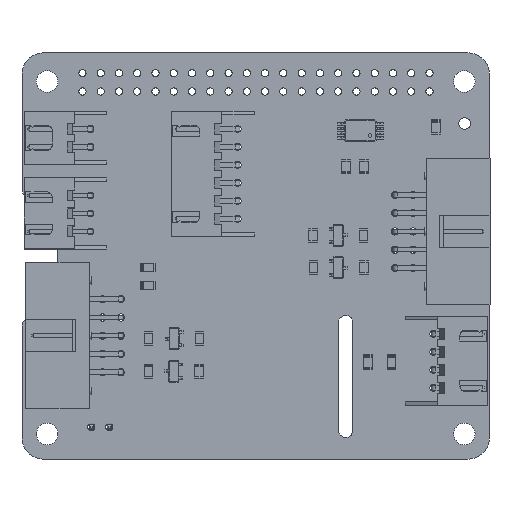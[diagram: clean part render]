
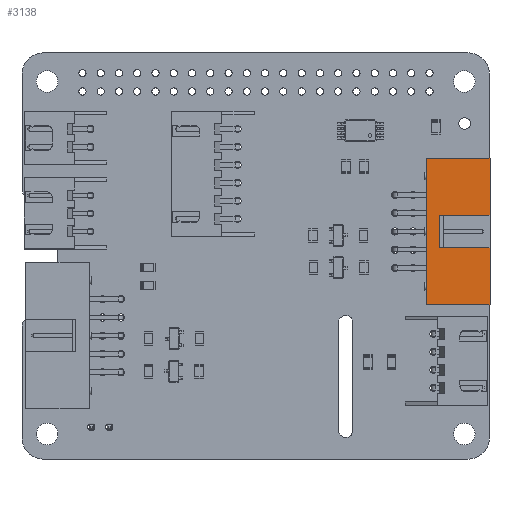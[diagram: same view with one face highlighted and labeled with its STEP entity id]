
A CAD part, top view. The second image highlights one B-rep face of the part: STEP entity #3138.
In plain terms, the highlighted planar face has unit normal (0, 0, 1).
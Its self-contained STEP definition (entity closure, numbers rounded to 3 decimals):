
#3138 = ADVANCED_FACE('',(#3139),#3205,.T.);
#3139 = FACE_BOUND('',#3140,.T.);
#3140 = EDGE_LOOP('',(#3141,#3151,#3159,#3167,#3175,#3183,#3191,#3199));
#3141 = ORIENTED_EDGE('',*,*,#3142,.F.);
#3142 = EDGE_CURVE('',#3143,#3145,#3147,.T.);
#3143 = VERTEX_POINT('',#3144);
#3144 = CARTESIAN_POINT('',(4.38,5.1,9.095));
#3145 = VERTEX_POINT('',#3146);
#3146 = CARTESIAN_POINT('',(13.23,5.1,9.095));
#3147 = LINE('',#3148,#3149);
#3148 = CARTESIAN_POINT('',(4.38,5.1,9.095));
#3149 = VECTOR('',#3150,1.);
#3150 = DIRECTION('',(1.,0.,0.));
#3151 = ORIENTED_EDGE('',*,*,#3152,.T.);
#3152 = EDGE_CURVE('',#3143,#3153,#3155,.T.);
#3153 = VERTEX_POINT('',#3154);
#3154 = CARTESIAN_POINT('',(4.38,-15.26,9.095));
#3155 = LINE('',#3156,#3157);
#3156 = CARTESIAN_POINT('',(4.38,5.1,9.095));
#3157 = VECTOR('',#3158,1.);
#3158 = DIRECTION('',(0.,-1.,0.));
#3159 = ORIENTED_EDGE('',*,*,#3160,.T.);
#3160 = EDGE_CURVE('',#3153,#3161,#3163,.T.);
#3161 = VERTEX_POINT('',#3162);
#3162 = CARTESIAN_POINT('',(13.23,-15.26,9.095));
#3163 = LINE('',#3164,#3165);
#3164 = CARTESIAN_POINT('',(6.73,-15.26,9.095));
#3165 = VECTOR('',#3166,1.);
#3166 = DIRECTION('',(1.,0.,0.));
#3167 = ORIENTED_EDGE('',*,*,#3168,.F.);
#3168 = EDGE_CURVE('',#3169,#3161,#3171,.T.);
#3169 = VERTEX_POINT('',#3170);
#3170 = CARTESIAN_POINT('',(13.23,-7.33,9.095));
#3171 = LINE('',#3172,#3173);
#3172 = CARTESIAN_POINT('',(13.23,5.1,9.095));
#3173 = VECTOR('',#3174,1.);
#3174 = DIRECTION('',(0.,-1.,0.));
#3175 = ORIENTED_EDGE('',*,*,#3176,.T.);
#3176 = EDGE_CURVE('',#3169,#3177,#3179,.T.);
#3177 = VERTEX_POINT('',#3178);
#3178 = CARTESIAN_POINT('',(6.23,-7.33,9.095));
#3179 = LINE('',#3180,#3181);
#3180 = CARTESIAN_POINT('',(7.518,-7.33,9.095));
#3181 = VECTOR('',#3182,1.);
#3182 = DIRECTION('',(-1.,0.,0.));
#3183 = ORIENTED_EDGE('',*,*,#3184,.T.);
#3184 = EDGE_CURVE('',#3177,#3185,#3187,.T.);
#3185 = VERTEX_POINT('',#3186);
#3186 = CARTESIAN_POINT('',(6.23,-2.83,9.095));
#3187 = LINE('',#3188,#3189);
#3188 = CARTESIAN_POINT('',(6.23,-5.08,9.095));
#3189 = VECTOR('',#3190,1.);
#3190 = DIRECTION('',(0.,1.,0.));
#3191 = ORIENTED_EDGE('',*,*,#3192,.T.);
#3192 = EDGE_CURVE('',#3185,#3193,#3195,.T.);
#3193 = VERTEX_POINT('',#3194);
#3194 = CARTESIAN_POINT('',(13.23,-2.83,9.095));
#3195 = LINE('',#3196,#3197);
#3196 = CARTESIAN_POINT('',(7.518,-2.83,9.095));
#3197 = VECTOR('',#3198,1.);
#3198 = DIRECTION('',(1.,0.,0.));
#3199 = ORIENTED_EDGE('',*,*,#3200,.F.);
#3200 = EDGE_CURVE('',#3145,#3193,#3201,.T.);
#3201 = LINE('',#3202,#3203);
#3202 = CARTESIAN_POINT('',(13.23,5.1,9.095));
#3203 = VECTOR('',#3204,1.);
#3204 = DIRECTION('',(0.,-1.,0.));
#3205 = PLANE('',#3206);
#3206 = AXIS2_PLACEMENT_3D('',#3207,#3208,#3209);
#3207 = CARTESIAN_POINT('',(8.805,-5.08,9.095));
#3208 = DIRECTION('',(0.,-0.,1.));
#3209 = DIRECTION('',(-1.,0.,0.));
